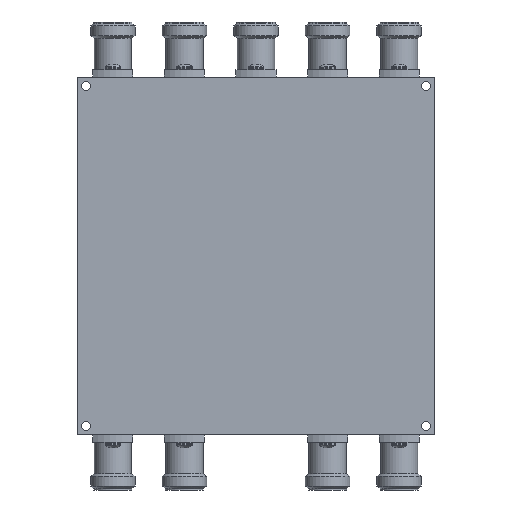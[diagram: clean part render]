
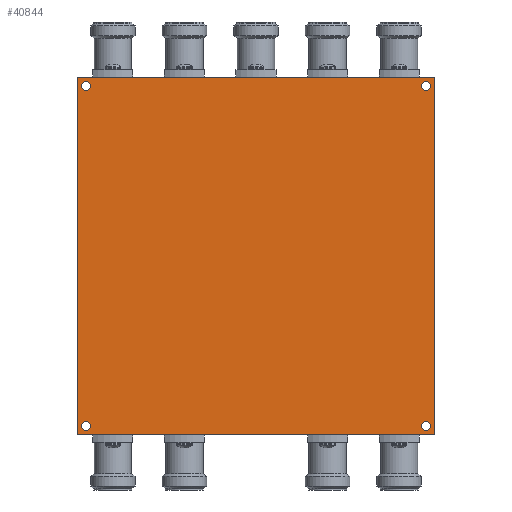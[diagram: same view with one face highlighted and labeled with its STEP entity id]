
A CAD part, front view. The second image highlights one B-rep face of the part: STEP entity #40844.
In plain terms, the highlighted planar face has unit normal (0, -1, 0).
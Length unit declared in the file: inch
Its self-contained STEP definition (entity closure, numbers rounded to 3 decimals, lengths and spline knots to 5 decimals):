
#503 = AXIS2_PLACEMENT_3D ( 'NONE', #10798, #7445, #13121 ) ;
#763 = CARTESIAN_POINT ( 'NONE',  ( -2.375, 0., 2.375 ) ) ;
#1539 = ORIENTED_EDGE ( 'NONE', *, *, #66258, .T. ) ;
#4731 = AXIS2_PLACEMENT_3D ( 'NONE', #16408, #66959, #73537 ) ;
#5022 = DIRECTION ( 'NONE',  ( 0., 1., 0. ) ) ;
#5166 = DIRECTION ( 'NONE',  ( 0., 0., 1. ) ) ;
#5716 = CARTESIAN_POINT ( 'NONE',  ( 2.5, 0., -2.5 ) ) ;
#6176 = CARTESIAN_POINT ( 'NONE',  ( 2.375, 0., 2.375 ) ) ;
#6406 = DIRECTION ( 'NONE',  ( 0., 0., 1. ) ) ;
#6995 = DIRECTION ( 'NONE',  ( 0., -1., 0. ) ) ;
#7445 = DIRECTION ( 'NONE',  ( 0., 1., 0. ) ) ;
#8896 = VERTEX_POINT ( 'NONE', #27768 ) ;
#9302 = VERTEX_POINT ( 'NONE', #56382 ) ;
#9938 = CARTESIAN_POINT ( 'NONE',  ( 2.5, 0., 2.5 ) ) ;
#10798 = CARTESIAN_POINT ( 'NONE',  ( -2.375, 0., -2.375 ) ) ;
#11077 = AXIS2_PLACEMENT_3D ( 'NONE', #34421, #6995, #84459 ) ;
#13121 = DIRECTION ( 'NONE',  ( 0., 0., 1. ) ) ;
#13217 = DIRECTION ( 'NONE',  ( 0., 0., 1. ) ) ;
#13355 = CARTESIAN_POINT ( 'NONE',  ( -2.5, 0., -2.5 ) ) ;
#13534 = CIRCLE ( 'NONE', #25667, 0.0625 ) ;
#13907 = CARTESIAN_POINT ( 'NONE',  ( -2.375, 0., -2.4375 ) ) ;
#16037 = CIRCLE ( 'NONE', #85396, 0.0625 ) ;
#16254 = CIRCLE ( 'NONE', #70567, 0.0625 ) ;
#16408 = CARTESIAN_POINT ( 'NONE',  ( 2.375, 0., -2.375 ) ) ;
#17654 = DIRECTION ( 'NONE',  ( 0., 0., -1. ) ) ;
#18371 = VECTOR ( 'NONE', #17654, 39.37008 ) ;
#18698 = AXIS2_PLACEMENT_3D ( 'NONE', #763, #35237, #6406 ) ;
#18735 = DIRECTION ( 'NONE',  ( 0., 1., 0. ) ) ;
#19354 = PLANE ( 'NONE',  #11077 ) ;
#19445 = EDGE_LOOP ( 'NONE', ( #91312, #77567, #29522, #81638 ) ) ;
#19707 = DIRECTION ( 'NONE',  ( 0., 0., 1. ) ) ;
#20724 = CIRCLE ( 'NONE', #61391, 0.0625 ) ;
#20809 = LINE ( 'NONE', #71749, #75002 ) ;
#21269 = ORIENTED_EDGE ( 'NONE', *, *, #84042, .T. ) ;
#23377 = CIRCLE ( 'NONE', #76102, 0.0625 ) ;
#25667 = AXIS2_PLACEMENT_3D ( 'NONE', #63581, #5022, #19707 ) ;
#27207 = CARTESIAN_POINT ( 'NONE',  ( -2.375, 0., -2.375 ) ) ;
#27768 = CARTESIAN_POINT ( 'NONE',  ( 2.375, 0., 2.4375 ) ) ;
#28542 = DIRECTION ( 'NONE',  ( 1., 0., 0. ) ) ;
#29522 = ORIENTED_EDGE ( 'NONE', *, *, #45712, .F. ) ;
#29637 = CARTESIAN_POINT ( 'NONE',  ( -2.5, 0., -2.5 ) ) ;
#32228 = CARTESIAN_POINT ( 'NONE',  ( -2.375, 0., -2.3125 ) ) ;
#33534 = DIRECTION ( 'NONE',  ( 0., 1., 0. ) ) ;
#34251 = EDGE_CURVE ( 'NONE', #78194, #9302, #23377, .T. ) ;
#34421 = CARTESIAN_POINT ( 'NONE',  ( 0., 0., 0. ) ) ;
#35035 = VERTEX_POINT ( 'NONE', #13907 ) ;
#35237 = DIRECTION ( 'NONE',  ( 0., 1., 0. ) ) ;
#37808 = EDGE_LOOP ( 'NONE', ( #1539, #53665 ) ) ;
#37914 = EDGE_LOOP ( 'NONE', ( #69592, #66832 ) ) ;
#37915 = EDGE_CURVE ( 'NONE', #8896, #45920, #13534, .T. ) ;
#38031 = DIRECTION ( 'NONE',  ( 0., 0., 1. ) ) ;
#40129 = EDGE_CURVE ( 'NONE', #9302, #78194, #83189, .T. ) ;
#40844 = ADVANCED_FACE ( 'NONE', ( #41547, #71233, #70297, #78280, #48127 ), #19354, .T. ) ;
#41120 = CARTESIAN_POINT ( 'NONE',  ( 2.375, 0., -2.375 ) ) ;
#41547 = FACE_BOUND ( 'NONE', #37808, .T. ) ;
#44913 = VECTOR ( 'NONE', #28542, 39.37008 ) ;
#45136 = EDGE_CURVE ( 'NONE', #35035, #60935, #16037, .T. ) ;
#45712 = EDGE_CURVE ( 'NONE', #78733, #50102, #20809, .T. ) ;
#45720 = CIRCLE ( 'NONE', #503, 0.0625 ) ;
#45757 = CIRCLE ( 'NONE', #18698, 0.0625 ) ;
#45920 = VERTEX_POINT ( 'NONE', #72561 ) ;
#47803 = LINE ( 'NONE', #90264, #18371 ) ;
#47944 = DIRECTION ( 'NONE',  ( 0., 0., 1. ) ) ;
#48127 = FACE_BOUND ( 'NONE', #37914, .T. ) ;
#48326 = LINE ( 'NONE', #13355, #84271 ) ;
#50102 = VERTEX_POINT ( 'NONE', #71286 ) ;
#51214 = ORIENTED_EDGE ( 'NONE', *, *, #34251, .T. ) ;
#53665 = ORIENTED_EDGE ( 'NONE', *, *, #37915, .T. ) ;
#56382 = CARTESIAN_POINT ( 'NONE',  ( 2.375, 0., -2.4375 ) ) ;
#57281 = DIRECTION ( 'NONE',  ( -1., 0., 0. ) ) ;
#59725 = DIRECTION ( 'NONE',  ( 0., 1., 0. ) ) ;
#59952 = EDGE_CURVE ( 'NONE', #50102, #80571, #93128, .T. ) ;
#60935 = VERTEX_POINT ( 'NONE', #32228 ) ;
#61391 = AXIS2_PLACEMENT_3D ( 'NONE', #6176, #84552, #64265 ) ;
#62819 = EDGE_CURVE ( 'NONE', #80571, #93016, #47803, .T. ) ;
#63581 = CARTESIAN_POINT ( 'NONE',  ( 2.375, 0., 2.375 ) ) ;
#64265 = DIRECTION ( 'NONE',  ( 0., 0., 1. ) ) ;
#65798 = EDGE_CURVE ( 'NONE', #90390, #93318, #16254, .T. ) ;
#66258 = EDGE_CURVE ( 'NONE', #45920, #8896, #20724, .T. ) ;
#66382 = CARTESIAN_POINT ( 'NONE',  ( -2.375, 0., 2.375 ) ) ;
#66832 = ORIENTED_EDGE ( 'NONE', *, *, #65798, .T. ) ;
#66959 = DIRECTION ( 'NONE',  ( 0., 1., 0. ) ) ;
#69592 = ORIENTED_EDGE ( 'NONE', *, *, #75120, .T. ) ;
#70297 = FACE_OUTER_BOUND ( 'NONE', #19445, .T. ) ;
#70310 = CARTESIAN_POINT ( 'NONE',  ( 2.375, 0., -2.3125 ) ) ;
#70567 = AXIS2_PLACEMENT_3D ( 'NONE', #66382, #59725, #38031 ) ;
#70975 = ORIENTED_EDGE ( 'NONE', *, *, #45136, .T. ) ;
#71193 = CARTESIAN_POINT ( 'NONE',  ( -2.375, 0., 2.3125 ) ) ;
#71233 = FACE_BOUND ( 'NONE', #73965, .T. ) ;
#71286 = CARTESIAN_POINT ( 'NONE',  ( -2.5, 0., 2.5 ) ) ;
#71749 = CARTESIAN_POINT ( 'NONE',  ( -2.5, 0., 2.5 ) ) ;
#72561 = CARTESIAN_POINT ( 'NONE',  ( 2.375, 0., 2.3125 ) ) ;
#73537 = DIRECTION ( 'NONE',  ( 0., 0., 1. ) ) ;
#73965 = EDGE_LOOP ( 'NONE', ( #70975, #21269 ) ) ;
#75002 = VECTOR ( 'NONE', #13217, 39.37008 ) ;
#75120 = EDGE_CURVE ( 'NONE', #93318, #90390, #45757, .T. ) ;
#75567 = EDGE_LOOP ( 'NONE', ( #80808, #51214 ) ) ;
#76102 = AXIS2_PLACEMENT_3D ( 'NONE', #41120, #33534, #5166 ) ;
#77567 = ORIENTED_EDGE ( 'NONE', *, *, #59952, .F. ) ;
#77570 = CARTESIAN_POINT ( 'NONE',  ( -2.5, 0., 2.5 ) ) ;
#78194 = VERTEX_POINT ( 'NONE', #70310 ) ;
#78280 = FACE_BOUND ( 'NONE', #75567, .T. ) ;
#78733 = VERTEX_POINT ( 'NONE', #29637 ) ;
#79699 = CARTESIAN_POINT ( 'NONE',  ( -2.375, 0., 2.4375 ) ) ;
#80571 = VERTEX_POINT ( 'NONE', #9938 ) ;
#80808 = ORIENTED_EDGE ( 'NONE', *, *, #40129, .T. ) ;
#81590 = EDGE_CURVE ( 'NONE', #93016, #78733, #48326, .T. ) ;
#81638 = ORIENTED_EDGE ( 'NONE', *, *, #81590, .F. ) ;
#83189 = CIRCLE ( 'NONE', #4731, 0.0625 ) ;
#84042 = EDGE_CURVE ( 'NONE', #60935, #35035, #45720, .T. ) ;
#84271 = VECTOR ( 'NONE', #57281, 39.37008 ) ;
#84459 = DIRECTION ( 'NONE',  ( 0., 0., -1. ) ) ;
#84552 = DIRECTION ( 'NONE',  ( 0., 1., 0. ) ) ;
#85396 = AXIS2_PLACEMENT_3D ( 'NONE', #27207, #18735, #47944 ) ;
#90264 = CARTESIAN_POINT ( 'NONE',  ( 2.5, 0., 2.5 ) ) ;
#90390 = VERTEX_POINT ( 'NONE', #79699 ) ;
#91312 = ORIENTED_EDGE ( 'NONE', *, *, #62819, .F. ) ;
#93016 = VERTEX_POINT ( 'NONE', #5716 ) ;
#93128 = LINE ( 'NONE', #77570, #44913 ) ;
#93318 = VERTEX_POINT ( 'NONE', #71193 ) ;
